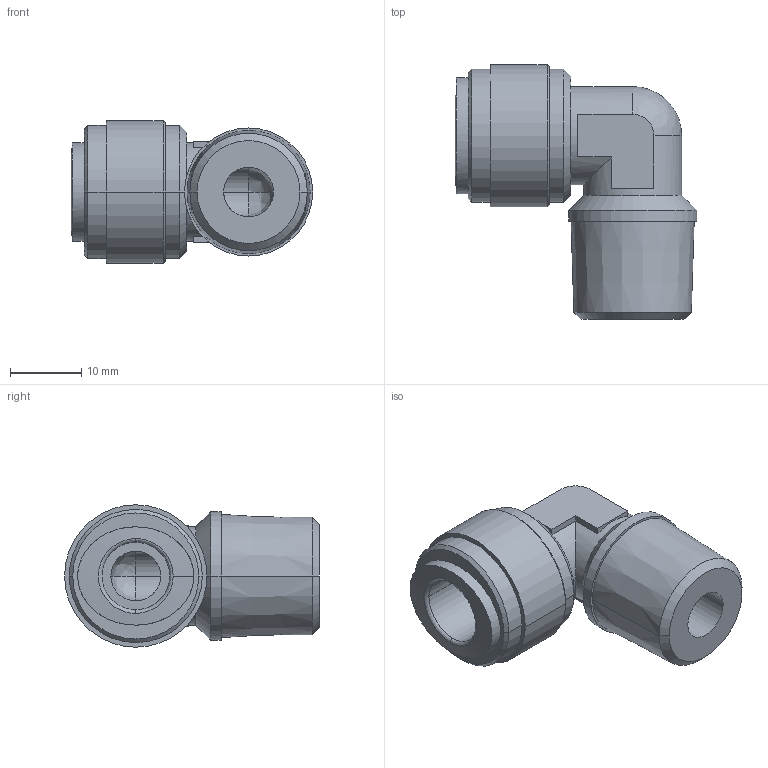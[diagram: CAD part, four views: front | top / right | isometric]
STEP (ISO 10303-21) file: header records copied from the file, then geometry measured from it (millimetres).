
FILE_DESCRIPTION (( 'STEP AP214' ), '1' );
FILE_NAME ('ME38-38N-P.step', '2017-08-29T20:47:26', ( '' ), ( '' ), 'SwSTEP 2.0', 'SolidWorks 2017', '' );
FILE_SCHEMA (( 'AUTOMOTIVE_DESIGN' ));
Length unit declared in the file: inch
Products named in the file (1): ME38-38N-P
Bounding box: 33.9 x 35.8 x 20 mm (x, y, z)
Volume: 8368.9 mm3; surface area: 4478.3 mm2
Topology: 1 solids, 1 shells, 63 faces, 148 edges, 88 vertices
Faces by surface type: plane 21, cylinder 20, cone 12, bspline 10
Entity records: 2631 total; most frequent: CARTESIAN_POINT 1195, DIRECTION 296, ORIENTED_EDGE 288, EDGE_CURVE 144, AXIS2_PLACEMENT_3D 116, VERTEX_POINT 88, EDGE_LOOP 70, LINE 64
